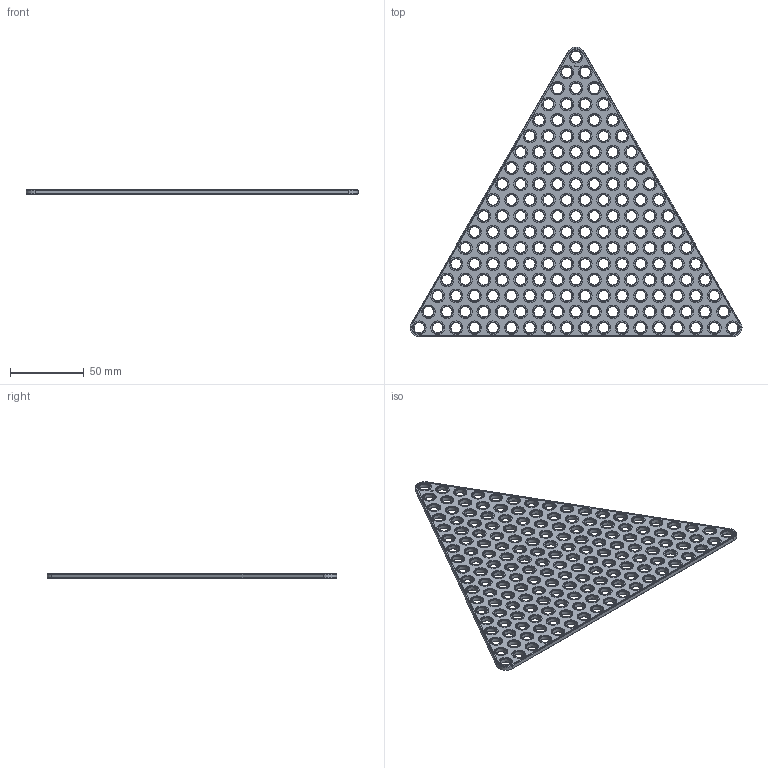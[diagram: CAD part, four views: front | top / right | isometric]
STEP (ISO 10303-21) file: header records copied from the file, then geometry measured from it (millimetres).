
FILE_DESCRIPTION(('FreeCAD Model'),'2;1');
FILE_NAME('Open CASCADE Shape Model','2024-01-31T13:00:38',(''),(''), 'Open CASCADE STEP processor 7.6','FreeCAD','Unknown');
FILE_SCHEMA(('AUTOMOTIVE_DESIGN { 1 0 10303 214 1 1 1 1 }'));
Products named in the file (1): Plate TRI CRNR BU18x00.25 - SPN-PLT-0029 (stemfie.org)
Bounding box: 225 x 196.53 x 3.12 mm (x, y, z)
Volume: 50653.9 mm3; surface area: 47629.1 mm2
Topology: 1 solids, 1 shells, 1344 faces, 3060 edges, 1922 vertices
Faces by surface type: plane 484, cylinder 348, cone 348, extrusion 164
Full cylindrical faces by diameter (mm): 7 x171, 9.2 x171
Entity records: 80381 total; most frequent: CARTESIAN_POINT 17532, DIRECTION 11588, VECTOR 6784, LINE 6620, ORIENTED_EDGE 6120, PCURVE 6120, DEFINITIONAL_REPRESENTATION 6120, EDGE_CURVE 3060
